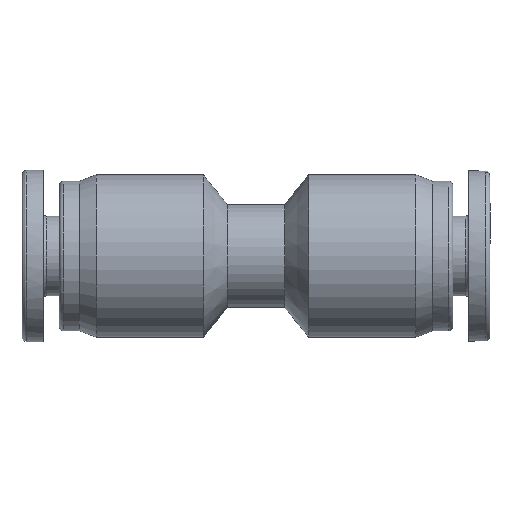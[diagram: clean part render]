
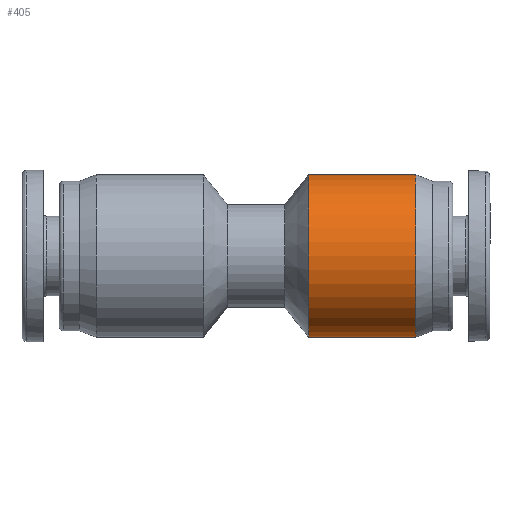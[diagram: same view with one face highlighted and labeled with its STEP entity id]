
A CAD part, front view. The second image highlights one B-rep face of the part: STEP entity #405.
In plain terms, the highlighted cylindrical face has radius 5.7 mm (diameter 11.4 mm), a full revolution.
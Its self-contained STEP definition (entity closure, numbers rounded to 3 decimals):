
#302 = CONICAL_SURFACE('',#303,5.7,0.365);
#303 = AXIS2_PLACEMENT_3D('',#304,#305,#306);
#304 = CARTESIAN_POINT('',(11.2,0.,0.));
#305 = DIRECTION('',(-1.,-0.,-0.));
#306 = DIRECTION('',(-0.,0.,1.));
#331 = VERTEX_POINT('',#332);
#332 = CARTESIAN_POINT('',(11.2,0.,5.7));
#352 = EDGE_CURVE('',#331,#331,#353,.T.);
#353 = SURFACE_CURVE('',#354,(#359,#366),.PCURVE_S1.);
#354 = CIRCLE('',#355,5.7);
#355 = AXIS2_PLACEMENT_3D('',#356,#357,#358);
#356 = CARTESIAN_POINT('',(11.2,0.,0.));
#357 = DIRECTION('',(-1.,0.,-0.));
#358 = DIRECTION('',(-0.,0.,1.));
#359 = PCURVE('',#302,#360);
#360 = DEFINITIONAL_REPRESENTATION('',(#361),#365);
#361 = LINE('',#362,#363);
#362 = CARTESIAN_POINT('',(0.,0.));
#363 = VECTOR('',#364,1.);
#364 = DIRECTION('',(1.,0.));
#365 = ( GEOMETRIC_REPRESENTATION_CONTEXT(2) 
PARAMETRIC_REPRESENTATION_CONTEXT() REPRESENTATION_CONTEXT('2D SPACE',''
  ) );
#366 = PCURVE('',#367,#372);
#367 = CYLINDRICAL_SURFACE('',#368,5.7);
#368 = AXIS2_PLACEMENT_3D('',#369,#370,#371);
#369 = CARTESIAN_POINT('',(-66.149,0.,0.));
#370 = DIRECTION('',(-1.,-0.,-0.));
#371 = DIRECTION('',(-0.,0.,1.));
#372 = DEFINITIONAL_REPRESENTATION('',(#373),#377);
#373 = LINE('',#374,#375);
#374 = CARTESIAN_POINT('',(0.,-77.349));
#375 = VECTOR('',#376,1.);
#376 = DIRECTION('',(1.,0.));
#377 = ( GEOMETRIC_REPRESENTATION_CONTEXT(2) 
PARAMETRIC_REPRESENTATION_CONTEXT() REPRESENTATION_CONTEXT('2D SPACE',''
  ) );
#405 = ADVANCED_FACE('',(#406),#367,.T.);
#406 = FACE_BOUND('',#407,.T.);
#407 = EDGE_LOOP('',(#408,#409,#431,#458));
#408 = ORIENTED_EDGE('',*,*,#352,.T.);
#409 = ORIENTED_EDGE('',*,*,#410,.T.);
#410 = EDGE_CURVE('',#331,#411,#413,.T.);
#411 = VERTEX_POINT('',#412);
#412 = CARTESIAN_POINT('',(3.7,0.,5.7));
#413 = SEAM_CURVE('',#414,(#417,#424),.PCURVE_S1.);
#414 = B_SPLINE_CURVE_WITH_KNOTS('',1,(#415,#416),.UNSPECIFIED.,.F.,.F.,
  (2,2),(-77.349,-69.849),.PIECEWISE_BEZIER_KNOTS.);
#415 = CARTESIAN_POINT('',(11.2,0.,5.7));
#416 = CARTESIAN_POINT('',(3.7,0.,5.7));
#417 = PCURVE('',#367,#418);
#418 = DEFINITIONAL_REPRESENTATION('',(#419),#423);
#419 = LINE('',#420,#421);
#420 = CARTESIAN_POINT('',(6.283,0.));
#421 = VECTOR('',#422,1.);
#422 = DIRECTION('',(0.,1.));
#423 = ( GEOMETRIC_REPRESENTATION_CONTEXT(2) 
PARAMETRIC_REPRESENTATION_CONTEXT() REPRESENTATION_CONTEXT('2D SPACE',''
  ) );
#424 = PCURVE('',#367,#425);
#425 = DEFINITIONAL_REPRESENTATION('',(#426),#430);
#426 = LINE('',#427,#428);
#427 = CARTESIAN_POINT('',(0.,0.));
#428 = VECTOR('',#429,1.);
#429 = DIRECTION('',(0.,1.));
#430 = ( GEOMETRIC_REPRESENTATION_CONTEXT(2) 
PARAMETRIC_REPRESENTATION_CONTEXT() REPRESENTATION_CONTEXT('2D SPACE',''
  ) );
#431 = ORIENTED_EDGE('',*,*,#432,.F.);
#432 = EDGE_CURVE('',#411,#411,#433,.T.);
#433 = SURFACE_CURVE('',#434,(#439,#446),.PCURVE_S1.);
#434 = CIRCLE('',#435,5.7);
#435 = AXIS2_PLACEMENT_3D('',#436,#437,#438);
#436 = CARTESIAN_POINT('',(3.7,0.,0.));
#437 = DIRECTION('',(-1.,0.,-0.));
#438 = DIRECTION('',(-0.,0.,1.));
#439 = PCURVE('',#367,#440);
#440 = DEFINITIONAL_REPRESENTATION('',(#441),#445);
#441 = LINE('',#442,#443);
#442 = CARTESIAN_POINT('',(0.,-69.849));
#443 = VECTOR('',#444,1.);
#444 = DIRECTION('',(1.,0.));
#445 = ( GEOMETRIC_REPRESENTATION_CONTEXT(2) 
PARAMETRIC_REPRESENTATION_CONTEXT() REPRESENTATION_CONTEXT('2D SPACE',''
  ) );
#446 = PCURVE('',#447,#452);
#447 = CONICAL_SURFACE('',#448,3.6,0.89);
#448 = AXIS2_PLACEMENT_3D('',#449,#450,#451);
#449 = CARTESIAN_POINT('',(2.,0.,0.));
#450 = DIRECTION('',(1.,0.,0.));
#451 = DIRECTION('',(0.,0.,-1.));
#452 = DEFINITIONAL_REPRESENTATION('',(#453),#457);
#453 = LINE('',#454,#455);
#454 = CARTESIAN_POINT('',(9.425,1.7));
#455 = VECTOR('',#456,1.);
#456 = DIRECTION('',(-1.,0.));
#457 = ( GEOMETRIC_REPRESENTATION_CONTEXT(2) 
PARAMETRIC_REPRESENTATION_CONTEXT() REPRESENTATION_CONTEXT('2D SPACE',''
  ) );
#458 = ORIENTED_EDGE('',*,*,#410,.F.);
